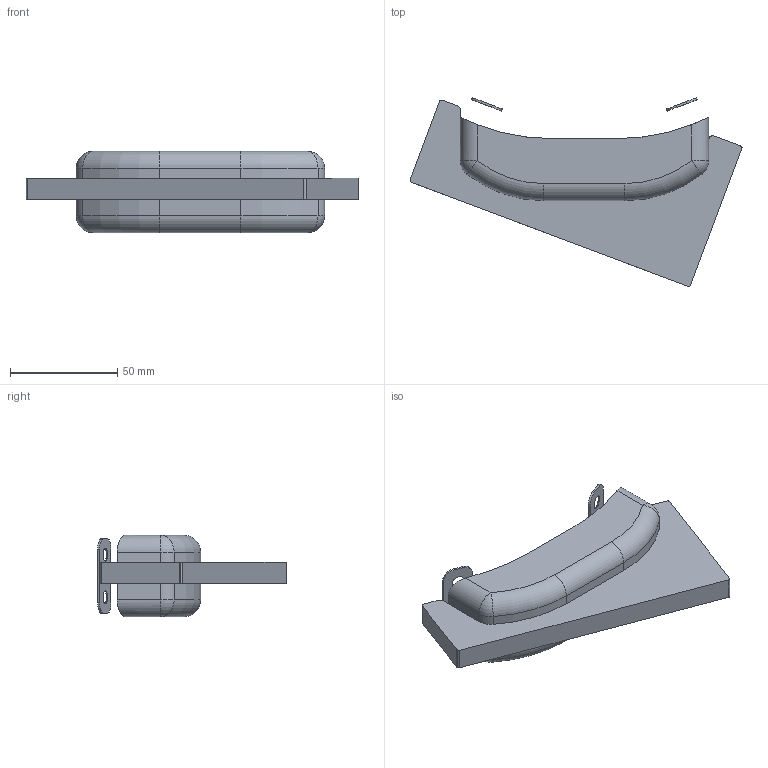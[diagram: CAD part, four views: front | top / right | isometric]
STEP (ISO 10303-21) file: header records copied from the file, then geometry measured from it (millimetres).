
FILE_DESCRIPTION (( 'STEP AP214' ), '1' );
FILE_NAME ('lion collar payload primary - enclosure.STEP', '2020-08-25T09:33:56', ( '' ), ( '' ), 'SwSTEP 2.0', 'SolidWorks 2016', '' );
FILE_SCHEMA (( 'AUTOMOTIVE_DESIGN' ));
Length unit declared in the file: millimetre
Products named in the file (1): lion collar payload primary - enclosure
Bounding box: 155.1 x 88.12 x 38 mm (x, y, z)
Volume: 97962.2 mm3; surface area: 37683.2 mm2
Topology: 4 solids, 4 shells, 138 faces, 351 edges, 226 vertices
Faces by surface type: cylinder 64, plane 58, cone 8, torus 4, sphere 4
Entity records: 4572 total; most frequent: CARTESIAN_POINT 1076, DIRECTION 749, ORIENTED_EDGE 694, EDGE_CURVE 347, AXIS2_PLACEMENT_3D 279, VERTEX_POINT 226, VECTOR 191, LINE 191
